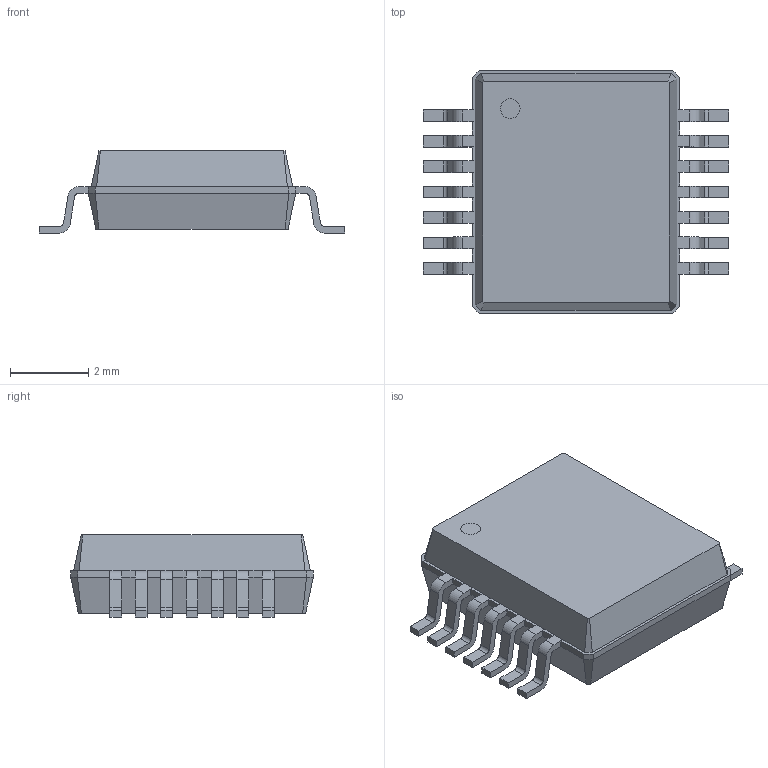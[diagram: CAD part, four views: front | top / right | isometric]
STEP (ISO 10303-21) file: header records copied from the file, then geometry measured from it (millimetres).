
FILE_DESCRIPTION(/* description */ ('model of SSOP-14_5.3x6.2mm_P0.65mm'),/* implementation_level */ '2;1');
FILE_NAME(/* name */ 'SSOP-14_5.3x6.2mm_P0.65mm.step',/* time_stamp */ '1970-01-01T00:00:00',/* author */ ('KiCAD','kicad'),/* organization */ ('OCCT'),/* preprocessor_version */ '',/* originating_system */ 'KiCAD',/* authorisation */ '');
FILE_SCHEMA(('AUTOMOTIVE_DESIGN { 1 0 10303 214 1 1 1 1 }'));
Length unit declared in the file: millimetre
Products named in the file (1): SSOP-14_5.3x6.2mm_P0.65mm
Bounding box: 7.8 x 6.2 x 2.1 mm (x, y, z)
Volume: 61.6 mm3; surface area: 127.9 mm2
Topology: 1 solids, 1 shells, 237 faces, 639 edges, 405 vertices
Faces by surface type: plane 165, cylinder 56, bspline 16
Entity records: 4773 total; most frequent: ORIENTED_EDGE 1101, EDGE_CURVE 639, CARTESIAN_POINT 548, VERTEX_POINT 405, LINE 404, AXIS2_PLACEMENT_3D 287, FACE_BOUND 238, ADVANCED_FACE 237
